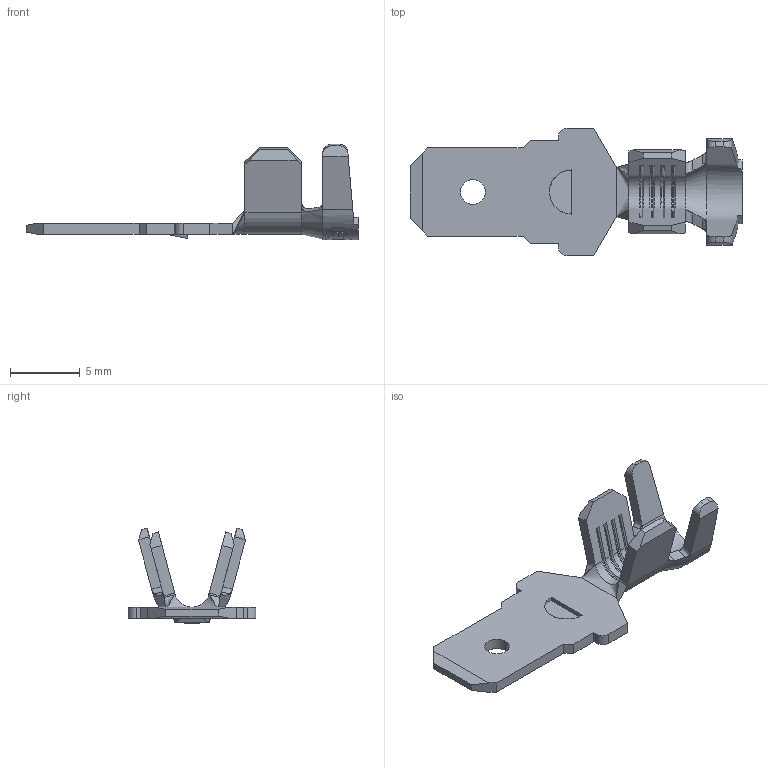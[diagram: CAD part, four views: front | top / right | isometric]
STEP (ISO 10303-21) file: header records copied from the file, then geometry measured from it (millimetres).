
FILE_DESCRIPTION (( 'STEP AP203' ), '1' );
FILE_NAME ('08207.STEP', '2015-01-29T15:58:37', ( '' ), ( '' ), 'SwSTEP 2.0', 'SolidWorks 2014', '' );
FILE_SCHEMA (( 'CONFIG_CONTROL_DESIGN' ));
Length unit declared in the file: inch
Products named in the file (1): 08207
Bounding box: 23.88 x 9.18 x 6.86 mm (x, y, z)
Volume: 158.5 mm3; surface area: 489.2 mm2
Topology: 1 solids, 1 shells, 192 faces, 502 edges, 321 vertices
Faces by surface type: plane 120, bspline 39, cylinder 25, cone 8
Entity records: 7136 total; most frequent: CARTESIAN_POINT 2684, ORIENTED_EDGE 1004, DIRECTION 740, EDGE_CURVE 502, LINE 336, VECTOR 336, VERTEX_POINT 321, EDGE_LOOP 203
